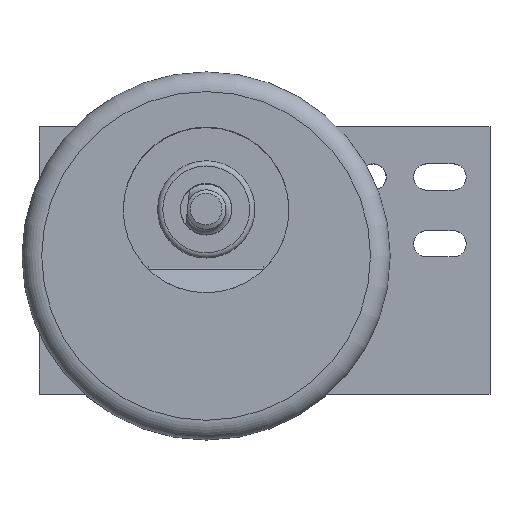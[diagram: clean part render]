
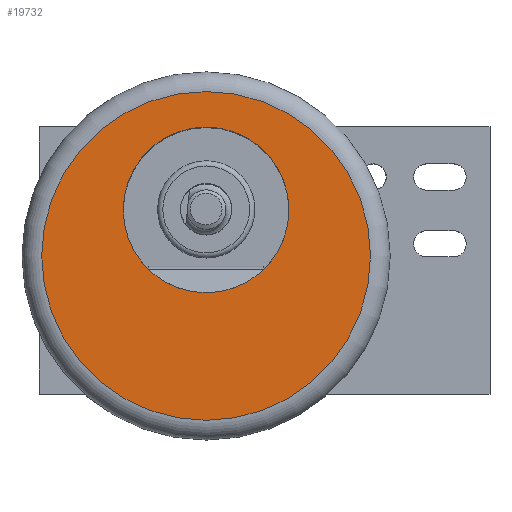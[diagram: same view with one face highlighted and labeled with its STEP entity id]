
A CAD part, top view. The second image highlights one B-rep face of the part: STEP entity #19732.
In plain terms, the highlighted planar face has unit normal (0, 0, 1).
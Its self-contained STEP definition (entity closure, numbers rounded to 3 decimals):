
#19683 = EDGE_CURVE('',#19684,#19684,#19686,.T.);
#19684 = VERTEX_POINT('',#19685);
#19685 = CARTESIAN_POINT('',(-6.25,0.15,15.));
#19686 = CIRCLE('',#19687,6.25);
#19687 = AXIS2_PLACEMENT_3D('',#19688,#19689,#19690);
#19688 = CARTESIAN_POINT('',(0.,0.15,15.));
#19689 = DIRECTION('',(0.,0.,-1.));
#19690 = DIRECTION('',(1.,0.,0.));
#19732 = ADVANCED_FACE('',(#19733,#19744),#19747,.T.);
#19733 = FACE_BOUND('',#19734,.T.);
#19734 = EDGE_LOOP('',(#19735));
#19735 = ORIENTED_EDGE('',*,*,#19736,.T.);
#19736 = EDGE_CURVE('',#19737,#19737,#19739,.T.);
#19737 = VERTEX_POINT('',#19738);
#19738 = CARTESIAN_POINT('',(-3.15,1.9,15.));
#19739 = CIRCLE('',#19740,3.15);
#19740 = AXIS2_PLACEMENT_3D('',#19741,#19742,#19743);
#19741 = CARTESIAN_POINT('',(0.,1.9,15.));
#19742 = DIRECTION('',(0.,0.,-1.));
#19743 = DIRECTION('',(-1.,0.,0.));
#19744 = FACE_BOUND('',#19745,.T.);
#19745 = EDGE_LOOP('',(#19746));
#19746 = ORIENTED_EDGE('',*,*,#19683,.F.);
#19747 = PLANE('',#19748);
#19748 = AXIS2_PLACEMENT_3D('',#19749,#19750,#19751);
#19749 = CARTESIAN_POINT('',(0.,0.15,15.));
#19750 = DIRECTION('',(0.,0.,1.));
#19751 = DIRECTION('',(-1.,0.,0.));
